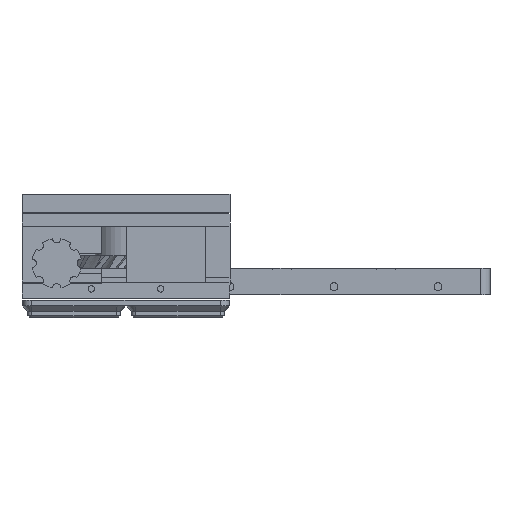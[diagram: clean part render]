
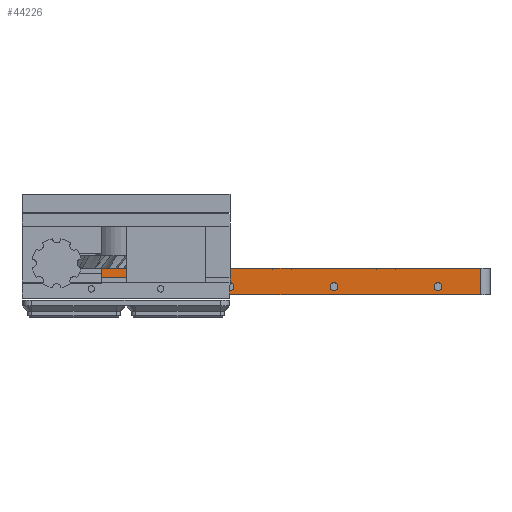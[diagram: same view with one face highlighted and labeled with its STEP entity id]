
A CAD part, front view. The second image highlights one B-rep face of the part: STEP entity #44226.
In plain terms, the highlighted planar face has unit normal (0, -1, 0).
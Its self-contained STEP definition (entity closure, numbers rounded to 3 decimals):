
#38714 = VERTEX_POINT('',#38715);
#38715 = CARTESIAN_POINT('',(-17.,-21.,-10.65));
#38722 = EDGE_CURVE('',#38723,#38714,#38725,.T.);
#38723 = VERTEX_POINT('',#38724);
#38724 = CARTESIAN_POINT('',(143.,-21.,-10.65));
#38725 = LINE('',#38726,#38727);
#38726 = CARTESIAN_POINT('',(143.,-21.,-10.65));
#38727 = VECTOR('',#38728,1.);
#38728 = DIRECTION('',(-1.,0.,0.));
#42766 = VERTEX_POINT('',#42767);
#42767 = CARTESIAN_POINT('',(-17.,-21.,0.));
#42774 = EDGE_CURVE('',#42775,#42766,#42777,.T.);
#42775 = VERTEX_POINT('',#42776);
#42776 = CARTESIAN_POINT('',(143.,-21.,0.));
#42777 = LINE('',#42778,#42779);
#42778 = CARTESIAN_POINT('',(143.,-21.,0.));
#42779 = VECTOR('',#42780,1.);
#42780 = DIRECTION('',(-1.,0.,0.));
#44052 = EDGE_CURVE('',#38714,#42766,#44053,.T.);
#44053 = LINE('',#44054,#44055);
#44054 = CARTESIAN_POINT('',(-17.,-21.,-10.65));
#44055 = VECTOR('',#44056,1.);
#44056 = DIRECTION('',(0.,0.,1.));
#44226 = ADVANCED_FACE('',(#44227,#44238,#44249,#44260,#44271),#44282,
  .T.);
#44227 = FACE_BOUND('',#44228,.T.);
#44228 = EDGE_LOOP('',(#44229,#44235,#44236,#44237));
#44229 = ORIENTED_EDGE('',*,*,#44230,.T.);
#44230 = EDGE_CURVE('',#38723,#42775,#44231,.T.);
#44231 = LINE('',#44232,#44233);
#44232 = CARTESIAN_POINT('',(143.,-21.,-10.65));
#44233 = VECTOR('',#44234,1.);
#44234 = DIRECTION('',(0.,0.,1.));
#44235 = ORIENTED_EDGE('',*,*,#42774,.T.);
#44236 = ORIENTED_EDGE('',*,*,#44052,.F.);
#44237 = ORIENTED_EDGE('',*,*,#38722,.F.);
#44238 = FACE_BOUND('',#44239,.T.);
#44239 = EDGE_LOOP('',(#44240));
#44240 = ORIENTED_EDGE('',*,*,#44241,.T.);
#44241 = EDGE_CURVE('',#44242,#44242,#44244,.T.);
#44242 = VERTEX_POINT('',#44243);
#44243 = CARTESIAN_POINT('',(126.,-21.,-5.85));
#44244 = CIRCLE('',#44245,1.6);
#44245 = AXIS2_PLACEMENT_3D('',#44246,#44247,#44248);
#44246 = CARTESIAN_POINT('',(126.,-21.,-7.45));
#44247 = DIRECTION('',(0.,1.,0.));
#44248 = DIRECTION('',(0.,0.,1.));
#44249 = FACE_BOUND('',#44250,.T.);
#44250 = EDGE_LOOP('',(#44251));
#44251 = ORIENTED_EDGE('',*,*,#44252,.T.);
#44252 = EDGE_CURVE('',#44253,#44253,#44255,.T.);
#44253 = VERTEX_POINT('',#44254);
#44254 = CARTESIAN_POINT('',(84.,-21.,-5.85));
#44255 = CIRCLE('',#44256,1.6);
#44256 = AXIS2_PLACEMENT_3D('',#44257,#44258,#44259);
#44257 = CARTESIAN_POINT('',(84.,-21.,-7.45));
#44258 = DIRECTION('',(0.,1.,0.));
#44259 = DIRECTION('',(0.,0.,1.));
#44260 = FACE_BOUND('',#44261,.T.);
#44261 = EDGE_LOOP('',(#44262));
#44262 = ORIENTED_EDGE('',*,*,#44263,.T.);
#44263 = EDGE_CURVE('',#44264,#44264,#44266,.T.);
#44264 = VERTEX_POINT('',#44265);
#44265 = CARTESIAN_POINT('',(42.,-21.,-5.85));
#44266 = CIRCLE('',#44267,1.6);
#44267 = AXIS2_PLACEMENT_3D('',#44268,#44269,#44270);
#44268 = CARTESIAN_POINT('',(42.,-21.,-7.45));
#44269 = DIRECTION('',(0.,1.,0.));
#44270 = DIRECTION('',(0.,0.,1.));
#44271 = FACE_BOUND('',#44272,.T.);
#44272 = EDGE_LOOP('',(#44273));
#44273 = ORIENTED_EDGE('',*,*,#44274,.T.);
#44274 = EDGE_CURVE('',#44275,#44275,#44277,.T.);
#44275 = VERTEX_POINT('',#44276);
#44276 = CARTESIAN_POINT('',(-0.,-21.,-5.85));
#44277 = CIRCLE('',#44278,1.6);
#44278 = AXIS2_PLACEMENT_3D('',#44279,#44280,#44281);
#44279 = CARTESIAN_POINT('',(0.,-21.,-7.45));
#44280 = DIRECTION('',(0.,1.,0.));
#44281 = DIRECTION('',(0.,0.,1.));
#44282 = PLANE('',#44283);
#44283 = AXIS2_PLACEMENT_3D('',#44284,#44285,#44286);
#44284 = CARTESIAN_POINT('',(143.,-21.,-10.65));
#44285 = DIRECTION('',(0.,-1.,0.));
#44286 = DIRECTION('',(-1.,0.,0.));
